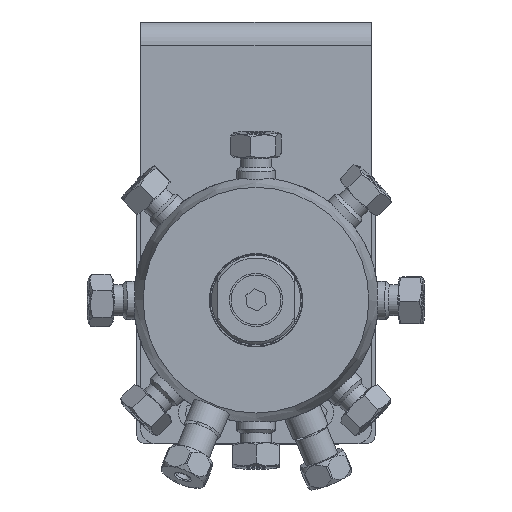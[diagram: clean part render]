
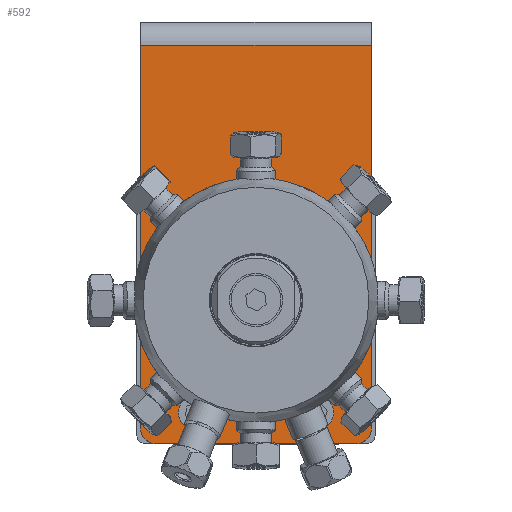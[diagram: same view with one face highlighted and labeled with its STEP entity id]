
A CAD part, top view. The second image highlights one B-rep face of the part: STEP entity #592.
In plain terms, the highlighted planar face has unit normal (0, 0, 1).
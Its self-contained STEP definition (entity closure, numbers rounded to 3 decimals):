
#215=CARTESIAN_POINT('',(44.768,-5.332,48.985));
#216=VERTEX_POINT('',#215);
#217=CARTESIAN_POINT('',(41.718,-8.382,48.985));
#218=VERTEX_POINT('',#217);
#219=CARTESIAN_POINT('',(41.718,-5.332,48.985));
#220=DIRECTION('',(0.,0.,-1.0));
#221=DIRECTION('',(0.707,-0.707,0.));
#222=AXIS2_PLACEMENT_3D('',#219,#220,#221);
#223=CIRCLE('',#222,3.05);
#224=EDGE_CURVE('',#216,#218,#223,.T.);
#259=CARTESIAN_POINT('',(0.193,-8.382,48.985));
#260=VERTEX_POINT('',#259);
#274=CARTESIAN_POINT('',(0.193,-8.382,48.985));
#275=DIRECTION('',(1.0,0.0,0.0));
#276=VECTOR('',#275,41.525);
#277=LINE('',#274,#276);
#278=EDGE_CURVE('',#260,#218,#277,.T.);
#288=CARTESIAN_POINT('',(44.768,73.96,48.985));
#289=VERTEX_POINT('',#288);
#299=CARTESIAN_POINT('',(44.768,-5.332,48.985));
#300=DIRECTION('',(0.0,1.0,0.0));
#301=VECTOR('',#300,79.292);
#302=LINE('',#299,#301);
#303=EDGE_CURVE('',#216,#289,#302,.T.);
#344=CARTESIAN_POINT('',(2.705,20.955,48.985));
#345=VERTEX_POINT('',#344);
#346=CARTESIAN_POINT('',(20.955,20.955,48.985));
#347=DIRECTION('',(0.0,0.0,-1.0));
#348=DIRECTION('',(-1.0,0.0,0.0));
#349=AXIS2_PLACEMENT_3D('',#346,#347,#348);
#350=CIRCLE('',#349,18.25);
#351=EDGE_CURVE('',#345,#345,#350,.T.);
#372=CARTESIAN_POINT('',(-2.857,-5.332,48.985));
#373=VERTEX_POINT('',#372);
#374=CARTESIAN_POINT('',(0.193,-5.332,48.985));
#375=DIRECTION('',(0.,0.,-1.0));
#376=DIRECTION('',(-0.707,-0.707,0.));
#377=AXIS2_PLACEMENT_3D('',#374,#375,#376);
#378=CIRCLE('',#377,3.05);
#379=EDGE_CURVE('',#260,#373,#378,.T.);
#542=CARTESIAN_POINT('',(-2.857,-8.382,48.985));
#543=DIRECTION('',(0.0,0.0,1.0));
#544=DIRECTION('',(-1.0,0.0,0.0));
#545=AXIS2_PLACEMENT_3D('',#542,#543,#544);
#546=PLANE('',#545);
#547=CARTESIAN_POINT('',(-2.857,73.96,48.985));
#548=VERTEX_POINT('',#547);
#549=CARTESIAN_POINT('',(-2.857,73.96,48.985));
#550=DIRECTION('',(1.0,0.0,0.0));
#551=VECTOR('',#550,47.625);
#552=LINE('',#549,#551);
#553=EDGE_CURVE('',#548,#289,#552,.T.);
#554=ORIENTED_EDGE('',*,*,#553,.F.);
#555=CARTESIAN_POINT('',(-2.857,-5.332,48.985));
#556=DIRECTION('',(0.0,1.0,0.0));
#557=VECTOR('',#556,79.292);
#558=LINE('',#555,#557);
#559=EDGE_CURVE('',#373,#548,#558,.T.);
#560=ORIENTED_EDGE('',*,*,#559,.F.);
#561=ORIENTED_EDGE('',*,*,#379,.F.);
#562=ORIENTED_EDGE('',*,*,#278,.T.);
#563=ORIENTED_EDGE('',*,*,#224,.F.);
#564=ORIENTED_EDGE('',*,*,#303,.T.);
#565=EDGE_LOOP('',(#554,#560,#561,#562,#563,#564));
#566=FACE_OUTER_BOUND('',#565,.T.);
#567=CARTESIAN_POINT('',(6.095,-1.956,48.985));
#568=VERTEX_POINT('',#567);
#569=CARTESIAN_POINT('',(8.255,-1.956,48.985));
#570=DIRECTION('',(0.0,0.0,-1.0));
#571=DIRECTION('',(-1.0,0.0,0.0));
#572=AXIS2_PLACEMENT_3D('',#569,#570,#571);
#573=CIRCLE('',#572,2.16);
#574=EDGE_CURVE('',#568,#568,#573,.T.);
#575=ORIENTED_EDGE('',*,*,#574,.T.);
#576=EDGE_LOOP('',(#575));
#577=FACE_BOUND('',#576,.T.);
#578=CARTESIAN_POINT('',(31.495,-1.956,48.985));
#579=VERTEX_POINT('',#578);
#580=CARTESIAN_POINT('',(33.655,-1.956,48.985));
#581=DIRECTION('',(0.0,0.0,-1.0));
#582=DIRECTION('',(-1.0,0.0,0.0));
#583=AXIS2_PLACEMENT_3D('',#580,#581,#582);
#584=CIRCLE('',#583,2.16);
#585=EDGE_CURVE('',#579,#579,#584,.T.);
#586=ORIENTED_EDGE('',*,*,#585,.T.);
#587=EDGE_LOOP('',(#586));
#588=FACE_BOUND('',#587,.T.);
#589=ORIENTED_EDGE('',*,*,#351,.T.);
#590=EDGE_LOOP('',(#589));
#591=FACE_BOUND('',#590,.T.);
#592=ADVANCED_FACE('',(#566,#577,#588,#591),#546,.T.);
